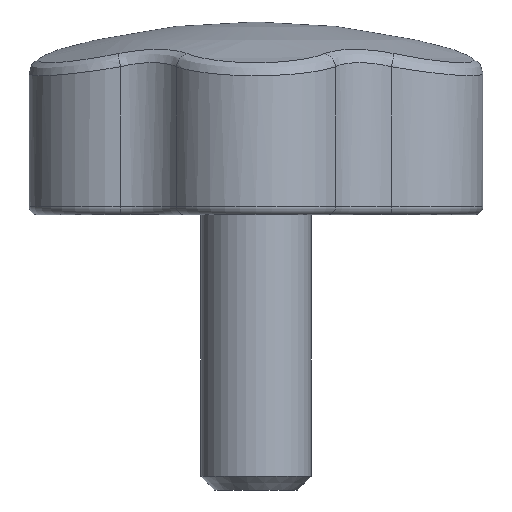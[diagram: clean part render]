
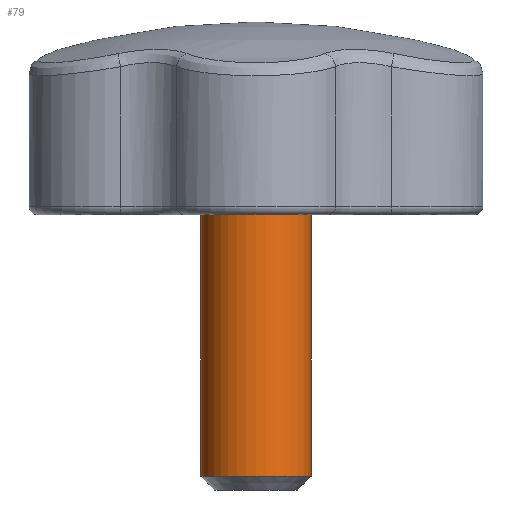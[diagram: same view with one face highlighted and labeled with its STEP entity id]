
A CAD part, left-side view. The second image highlights one B-rep face of the part: STEP entity #79.
In plain terms, the highlighted cylindrical face has radius 2 mm (diameter 4 mm), a full revolution.
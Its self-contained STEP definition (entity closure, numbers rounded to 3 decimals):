
#79 = ADVANCED_FACE( '', ( #197, #198 ), #199, .T. );
#197 = FACE_OUTER_BOUND( '', #553, .T. );
#198 = FACE_OUTER_BOUND( '', #554, .T. );
#199 = CYLINDRICAL_SURFACE( '', #555, 2. );
#553 = EDGE_LOOP( '', ( #2355 ) );
#554 = EDGE_LOOP( '', ( #2356 ) );
#555 = AXIS2_PLACEMENT_3D( '', #2357, #2358, #2359 );
#2355 = ORIENTED_EDGE( '', *, *, #2719, .F. );
#2356 = ORIENTED_EDGE( '', *, *, #2720, .T. );
#2357 = CARTESIAN_POINT( '', ( 0., 0., 6.9 ) );
#2358 = DIRECTION( '', ( 0., 0., -1. ) );
#2359 = DIRECTION( '', ( 0., -1., 0. ) );
#2719 = EDGE_CURVE( '', #2884, #2884, #2885, .F. );
#2720 = EDGE_CURVE( '', #2886, #2886, #2887, .T. );
#2884 = VERTEX_POINT( '', #3262 );
#2885 = CIRCLE( '', #3263, 2. );
#2886 = VERTEX_POINT( '', #3264 );
#2887 = CIRCLE( '', #3265, 2. );
#3262 = CARTESIAN_POINT( '', ( -2., 0., 9. ) );
#3263 = AXIS2_PLACEMENT_3D( '', #4488, #4489, #4490 );
#3264 = CARTESIAN_POINT( '', ( 0., -2., -0.5 ) );
#3265 = AXIS2_PLACEMENT_3D( '', #4491, #4492, #4493 );
#4488 = CARTESIAN_POINT( '', ( 0., 0., 9. ) );
#4489 = DIRECTION( '', ( 0., 0., -1. ) );
#4490 = DIRECTION( '', ( -1., 0., 0. ) );
#4491 = CARTESIAN_POINT( '', ( 0., 0., -0.5 ) );
#4492 = DIRECTION( '', ( 0., 0., 1. ) );
#4493 = DIRECTION( '', ( 0., -1., 0. ) );
